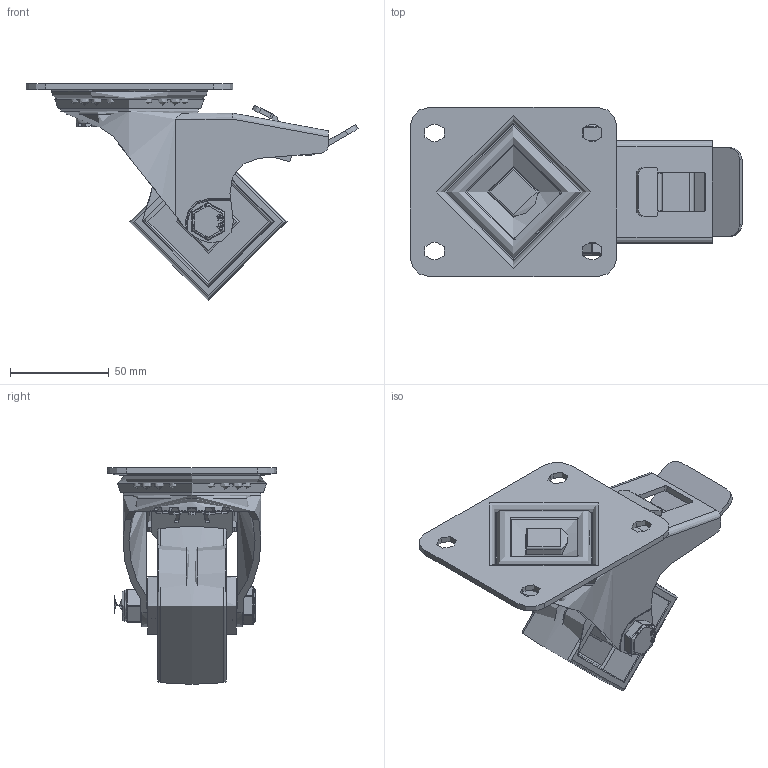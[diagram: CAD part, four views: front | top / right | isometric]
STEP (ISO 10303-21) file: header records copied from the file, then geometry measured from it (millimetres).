
FILE_DESCRIPTION(/* description */ (''),/* implementation_level */ '2;1');
FILE_NAME(/* name */ 'SSEH80NYBSWB.step',/* time_stamp */ '2024-10-22T14:18:58+01:00',/* author */ (''),/* organization */ (''),/* preprocessor_version */ 'ST-DEVELOPER v20',/* originating_system */ 'Autodesk Translation Framework v13.20.0.188',/* authorisation */ '');
FILE_SCHEMA (('AUTOMOTIVE_DESIGN { 1 0 10303 214 3 1 1 }'));
Length unit declared in the file: millimetre
Products named in the file (29): SSEH80NYBSWB; SSEH80ASSWB v1; STAINLESS STEEL TOP PLATE; STAINLESS STEEL TOP PLATE Geometry; Pattern; Component2; STAINLESS STEEL FORKS; BEARING SEAL; STAINLESS STEEL BRAKE; BRAKE PEDAL; BRAKE PEDAL Geometry; BRAKE BOLT; BRAKE PAD; BZMH80WNYRB v1; NYLON WHEEL; NYLON WHEEL2; CAP; ROLLER BEARING; CAGE; ribs; Component2 (1); TUBEM12X46X10SS v1; STAINLESS STEEL TUBE; BOLTM10X65SS v2; STAINLESS STEEL BOLT; NYLOCM10A2 v1; STAINLESS STEEL NUT; RUBBER; NUT
Assembly tree (54 placements, depth 5):
  SSEH80NYBSWB
    SSEH80ASSWB v1
      STAINLESS STEEL TOP PLATE
        STAINLESS STEEL TOP PLATE Geometry
        Pattern
          Component2  x20
      STAINLESS STEEL FORKS
      BEARING SEAL
      STAINLESS STEEL BRAKE
        BRAKE PEDAL
          BRAKE PEDAL Geometry
          BRAKE BOLT
        BRAKE PAD
    BZMH80WNYRB v1
      NYLON WHEEL
        NYLON WHEEL2
        CAP
      ROLLER BEARING
        CAGE
        ribs
          Component2 (1)  x8
    TUBEM12X46X10SS v1
      STAINLESS STEEL TUBE
    BOLTM10X65SS v2
      STAINLESS STEEL BOLT
    NYLOCM10A2 v1
      STAINLESS STEEL NUT
        RUBBER
        NUT
Bounding box: 168.5 x 86 x 110 mm (x, y, z)
Volume: 199308.5 mm3; surface area: 119986.8 mm2
Topology: 41 solids, 41 shells, 729 faces, 1845 edges, 1164 vertices
Faces by surface type: plane 366, cylinder 212, bspline 53, torus 50, sphere 38, cone 10
Full cylindrical faces by diameter (mm): 3.75 x8, 6 x2, 8.141 x13, 9.85 x15, 10 x3, 10.1 x1, 10.4 x2, 12 x3, 12.4 x2, 12.5 x1, 15.5 x1, 16 x1, 19.5 x1, 20 x2, 21 x1, 25 x3, 29 x2, 54 x1, 64 x1, 70 x1
Entity records: 30100 total; most frequent: CARTESIAN_POINT 12532, DIRECTION 3535, ORIENTED_EDGE 3530, EDGE_CURVE 1765, AXIS2_PLACEMENT_3D 1302, VERTEX_POINT 1112, LINE 931, VECTOR 931
